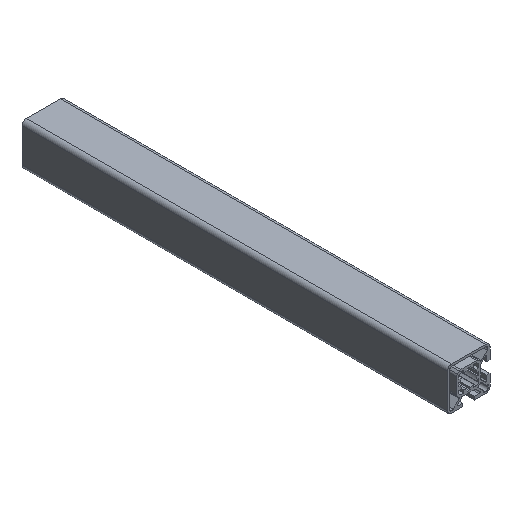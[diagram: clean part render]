
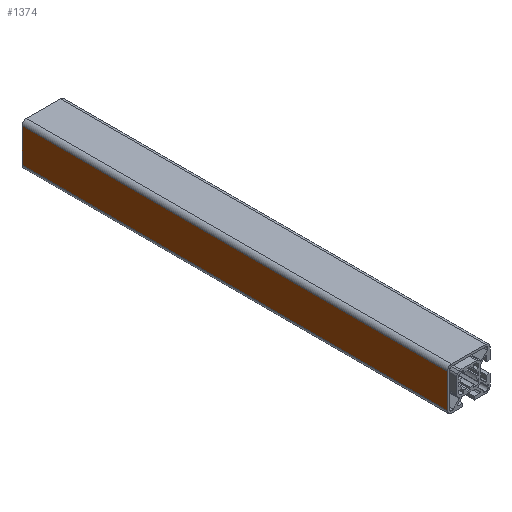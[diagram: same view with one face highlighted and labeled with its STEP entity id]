
A CAD part, isometric view. The second image highlights one B-rep face of the part: STEP entity #1374.
In plain terms, the highlighted face is planar.
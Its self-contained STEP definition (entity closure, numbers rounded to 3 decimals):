
#53 = FACE_OUTER_BOUND ( 'NONE', #2125, .T. ) ;
#54 = DIRECTION ( 'NONE',  ( 0., 1., 0. ) ) ;
#55 = CARTESIAN_POINT ( 'NONE',  ( 15., -12., -300. ) ) ;
#57 = DIRECTION ( 'NONE',  ( 1., 0., 0. ) ) ;
#58 = PLANE ( 'NONE',  #592 ) ;
#209 = CARTESIAN_POINT ( 'NONE',  ( 15., -12., 0. ) ) ;
#222 = CARTESIAN_POINT ( 'NONE',  ( 15., 12., 0. ) ) ;
#230 = CARTESIAN_POINT ( 'NONE',  ( 15., -12., -300. ) ) ;
#245 = CARTESIAN_POINT ( 'NONE',  ( 15., 12., -300. ) ) ;
#592 = AXIS2_PLACEMENT_3D ( 'NONE', #55, #57, #54 ) ;
#751 = VECTOR ( 'NONE', #1578, 1000. ) ;
#790 = VECTOR ( 'NONE', #2240, 1000. ) ;
#796 = VECTOR ( 'NONE', #2237, 1000. ) ;
#815 = VECTOR ( 'NONE', #2242, 1000. ) ;
#1121 = EDGE_CURVE ( 'NONE', #1618, #1629, #1580, .T. ) ;
#1144 = EDGE_CURVE ( 'NONE', #1639, #1618, #2224, .T. ) ;
#1146 = EDGE_CURVE ( 'NONE', #1639, #1646, #2234, .T. ) ;
#1148 = EDGE_CURVE ( 'NONE', #1646, #1629, #2230, .T. ) ;
#1374 = ADVANCED_FACE ( 'PLANAR_10', ( #53 ), #58, .T. ) ;
#1578 = DIRECTION ( 'NONE',  ( 0., 1., 0. ) ) ;
#1580 = LINE ( 'NONE', #1581, #751 ) ;
#1581 = CARTESIAN_POINT ( 'NONE',  ( 15., -12., 0. ) ) ;
#1618 = VERTEX_POINT ( 'NONE', #209 ) ;
#1629 = VERTEX_POINT ( 'NONE', #222 ) ;
#1639 = VERTEX_POINT ( 'NONE', #230 ) ;
#1646 = VERTEX_POINT ( 'NONE', #245 ) ;
#2013 = ORIENTED_EDGE ( 'NONE', *, *, #1146, .T. ) ;
#2024 = ORIENTED_EDGE ( 'NONE', *, *, #1148, .T. ) ;
#2038 = ORIENTED_EDGE ( 'NONE', *, *, #1144, .F. ) ;
#2045 = ORIENTED_EDGE ( 'NONE', *, *, #1121, .F. ) ;
#2125 = EDGE_LOOP ( 'NONE', ( #2045, #2038, #2013, #2024 ) ) ;
#2222 = CARTESIAN_POINT ( 'NONE',  ( 15., -12., -300. ) ) ;
#2224 = LINE ( 'NONE', #2222, #790 ) ;
#2230 = LINE ( 'NONE', #2239, #815 ) ;
#2232 = CARTESIAN_POINT ( 'NONE',  ( 15., -12., -300. ) ) ;
#2234 = LINE ( 'NONE', #2232, #796 ) ;
#2237 = DIRECTION ( 'NONE',  ( 0., 1., 0. ) ) ;
#2239 = CARTESIAN_POINT ( 'NONE',  ( 15., 12., -300. ) ) ;
#2240 = DIRECTION ( 'NONE',  ( 0., 0., 1. ) ) ;
#2242 = DIRECTION ( 'NONE',  ( 0., 0., 1. ) ) ;
